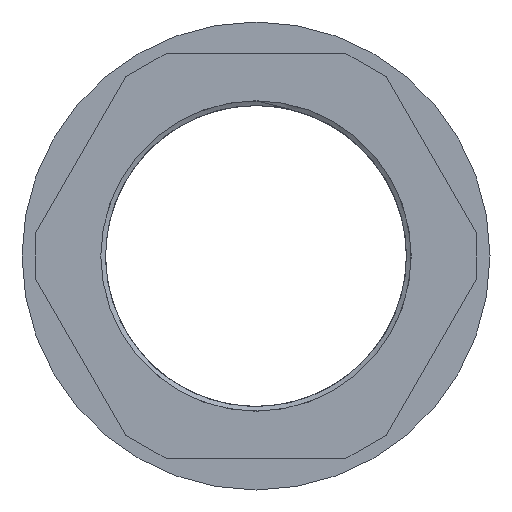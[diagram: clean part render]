
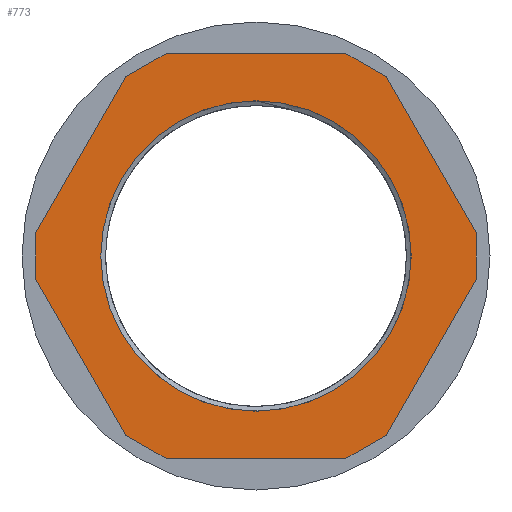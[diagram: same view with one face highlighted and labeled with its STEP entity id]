
A CAD part, left-side view. The second image highlights one B-rep face of the part: STEP entity #773.
In plain terms, the highlighted planar face has unit normal (-1, 0, 0).
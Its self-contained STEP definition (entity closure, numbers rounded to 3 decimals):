
#19=FACE_BOUND('',#302,.T.);
#41=PLANE('',#855);
#49=LINE('',#2198,#105);
#52=LINE('',#2209,#108);
#56=LINE('',#2221,#112);
#60=LINE('',#2233,#116);
#64=LINE('',#2245,#120);
#68=LINE('',#2257,#124);
#72=LINE('',#2269,#128);
#76=LINE('',#2281,#132);
#80=LINE('',#2293,#136);
#84=LINE('',#2305,#140);
#88=LINE('',#2317,#144);
#91=LINE('',#2326,#147);
#105=VECTOR('',#882,10.);
#108=VECTOR('',#893,10.);
#112=VECTOR('',#905,10.);
#116=VECTOR('',#917,10.);
#120=VECTOR('',#929,10.);
#124=VECTOR('',#941,10.);
#128=VECTOR('',#953,10.);
#132=VECTOR('',#965,10.);
#136=VECTOR('',#977,10.);
#140=VECTOR('',#989,10.);
#144=VECTOR('',#1001,10.);
#147=VECTOR('',#1012,10.);
#157=CIRCLE('',#789,0.1);
#159=CIRCLE('',#793,0.1);
#161=CIRCLE('',#797,0.1);
#163=CIRCLE('',#801,0.1);
#165=CIRCLE('',#805,0.1);
#167=CIRCLE('',#809,0.1);
#169=CIRCLE('',#813,0.1);
#171=CIRCLE('',#817,0.1);
#173=CIRCLE('',#821,0.1);
#175=CIRCLE('',#825,0.1);
#177=CIRCLE('',#829,0.1);
#179=CIRCLE('',#833,0.1);
#185=CIRCLE('',#847,24.901);
#253=FACE_OUTER_BOUND('',#301,.T.);
#301=EDGE_LOOP('',(#670,#671,#672,#673,#674,#675,#676,#677,#678,#679,#680,
#681,#682,#683,#684,#685,#686,#687,#688,#689,#690,#691,#692,#693));
#302=EDGE_LOOP('',(#694));
#334=VERTEX_POINT('',#2185);
#335=VERTEX_POINT('',#2186);
#339=VERTEX_POINT('',#2196);
#340=VERTEX_POINT('',#2200);
#341=VERTEX_POINT('',#2201);
#344=VERTEX_POINT('',#2212);
#345=VERTEX_POINT('',#2213);
#348=VERTEX_POINT('',#2224);
#349=VERTEX_POINT('',#2225);
#352=VERTEX_POINT('',#2236);
#353=VERTEX_POINT('',#2237);
#356=VERTEX_POINT('',#2248);
#357=VERTEX_POINT('',#2249);
#360=VERTEX_POINT('',#2260);
#361=VERTEX_POINT('',#2261);
#364=VERTEX_POINT('',#2272);
#365=VERTEX_POINT('',#2273);
#368=VERTEX_POINT('',#2284);
#369=VERTEX_POINT('',#2285);
#372=VERTEX_POINT('',#2296);
#373=VERTEX_POINT('',#2297);
#376=VERTEX_POINT('',#2308);
#377=VERTEX_POINT('',#2309);
#380=VERTEX_POINT('',#2320);
#396=VERTEX_POINT('',#4734);
#410=EDGE_CURVE('',#334,#335,#157,.T.);
#416=EDGE_CURVE('',#334,#339,#49,.T.);
#417=EDGE_CURVE('',#340,#341,#159,.T.);
#421=EDGE_CURVE('',#340,#335,#52,.T.);
#423=EDGE_CURVE('',#344,#345,#161,.T.);
#427=EDGE_CURVE('',#344,#341,#56,.T.);
#429=EDGE_CURVE('',#348,#349,#163,.T.);
#433=EDGE_CURVE('',#348,#345,#60,.T.);
#435=EDGE_CURVE('',#352,#353,#165,.T.);
#439=EDGE_CURVE('',#352,#349,#64,.T.);
#441=EDGE_CURVE('',#356,#357,#167,.T.);
#445=EDGE_CURVE('',#356,#353,#68,.T.);
#447=EDGE_CURVE('',#360,#361,#169,.T.);
#451=EDGE_CURVE('',#360,#357,#72,.T.);
#453=EDGE_CURVE('',#364,#365,#171,.T.);
#457=EDGE_CURVE('',#364,#361,#76,.T.);
#459=EDGE_CURVE('',#368,#369,#173,.T.);
#463=EDGE_CURVE('',#368,#365,#80,.T.);
#465=EDGE_CURVE('',#372,#373,#175,.T.);
#469=EDGE_CURVE('',#372,#369,#84,.T.);
#471=EDGE_CURVE('',#376,#377,#177,.T.);
#475=EDGE_CURVE('',#376,#373,#88,.T.);
#477=EDGE_CURVE('',#380,#339,#179,.T.);
#480=EDGE_CURVE('',#380,#377,#91,.T.);
#504=EDGE_CURVE('',#396,#396,#185,.T.);
#670=ORIENTED_EDGE('',*,*,#410,.F.);
#671=ORIENTED_EDGE('',*,*,#416,.T.);
#672=ORIENTED_EDGE('',*,*,#477,.F.);
#673=ORIENTED_EDGE('',*,*,#480,.T.);
#674=ORIENTED_EDGE('',*,*,#471,.F.);
#675=ORIENTED_EDGE('',*,*,#475,.T.);
#676=ORIENTED_EDGE('',*,*,#465,.F.);
#677=ORIENTED_EDGE('',*,*,#469,.T.);
#678=ORIENTED_EDGE('',*,*,#459,.F.);
#679=ORIENTED_EDGE('',*,*,#463,.T.);
#680=ORIENTED_EDGE('',*,*,#453,.F.);
#681=ORIENTED_EDGE('',*,*,#457,.T.);
#682=ORIENTED_EDGE('',*,*,#447,.F.);
#683=ORIENTED_EDGE('',*,*,#451,.T.);
#684=ORIENTED_EDGE('',*,*,#441,.F.);
#685=ORIENTED_EDGE('',*,*,#445,.T.);
#686=ORIENTED_EDGE('',*,*,#435,.F.);
#687=ORIENTED_EDGE('',*,*,#439,.T.);
#688=ORIENTED_EDGE('',*,*,#429,.F.);
#689=ORIENTED_EDGE('',*,*,#433,.T.);
#690=ORIENTED_EDGE('',*,*,#423,.F.);
#691=ORIENTED_EDGE('',*,*,#427,.T.);
#692=ORIENTED_EDGE('',*,*,#417,.F.);
#693=ORIENTED_EDGE('',*,*,#421,.T.);
#694=ORIENTED_EDGE('',*,*,#504,.T.);
#773=ADVANCED_FACE('',(#253,#19),#41,.T.);
#789=AXIS2_PLACEMENT_3D('',#2187,#872,#873);
#793=AXIS2_PLACEMENT_3D('',#2202,#885,#886);
#797=AXIS2_PLACEMENT_3D('',#2214,#897,#898);
#801=AXIS2_PLACEMENT_3D('',#2226,#909,#910);
#805=AXIS2_PLACEMENT_3D('',#2238,#921,#922);
#809=AXIS2_PLACEMENT_3D('',#2250,#933,#934);
#813=AXIS2_PLACEMENT_3D('',#2262,#945,#946);
#817=AXIS2_PLACEMENT_3D('',#2274,#957,#958);
#821=AXIS2_PLACEMENT_3D('',#2286,#969,#970);
#825=AXIS2_PLACEMENT_3D('',#2298,#981,#982);
#829=AXIS2_PLACEMENT_3D('',#2310,#993,#994);
#833=AXIS2_PLACEMENT_3D('',#2321,#1005,#1006);
#847=AXIS2_PLACEMENT_3D('',#4735,#1043,#1044);
#855=AXIS2_PLACEMENT_3D('',#4746,#1059,#1060);
#872=DIRECTION('center_axis',(1.,0.,0.));
#873=DIRECTION('ref_axis',(0.,-0.259,0.966));
#882=DIRECTION('',(0.,1.,0.));
#885=DIRECTION('center_axis',(1.,0.,0.));
#886=DIRECTION('ref_axis',(0.,-0.707,0.707));
#893=DIRECTION('',(0.,0.866,0.5));
#897=DIRECTION('center_axis',(1.,0.,0.));
#898=DIRECTION('ref_axis',(0.,-0.966,0.259));
#905=DIRECTION('',(0.,0.5,0.866));
#909=DIRECTION('center_axis',(1.,0.,0.));
#910=DIRECTION('ref_axis',(0.,-0.966,-0.259));
#917=DIRECTION('',(0.,0.,1.));
#921=DIRECTION('center_axis',(1.,0.,0.));
#922=DIRECTION('ref_axis',(0.,-0.707,-0.707));
#929=DIRECTION('',(0.,-0.5,0.866));
#933=DIRECTION('center_axis',(1.,0.,0.));
#934=DIRECTION('ref_axis',(0.,-0.259,-0.966));
#941=DIRECTION('',(0.,-0.866,0.5));
#945=DIRECTION('center_axis',(1.,0.,0.));
#946=DIRECTION('ref_axis',(0.,0.259,-0.966));
#953=DIRECTION('',(0.,-1.,0.));
#957=DIRECTION('center_axis',(1.,0.,0.));
#958=DIRECTION('ref_axis',(0.,0.707,-0.707));
#965=DIRECTION('',(0.,-0.866,-0.5));
#969=DIRECTION('center_axis',(1.,0.,0.));
#970=DIRECTION('ref_axis',(0.,0.966,-0.259));
#977=DIRECTION('',(0.,-0.5,-0.866));
#981=DIRECTION('center_axis',(1.,0.,0.));
#982=DIRECTION('ref_axis',(0.,0.966,0.259));
#989=DIRECTION('',(0.,0.,-1.));
#993=DIRECTION('center_axis',(1.,0.,0.));
#994=DIRECTION('ref_axis',(0.,0.707,0.707));
#1001=DIRECTION('',(0.,0.5,-0.866));
#1005=DIRECTION('center_axis',(1.,0.,0.));
#1006=DIRECTION('ref_axis',(0.,0.259,0.966));
#1012=DIRECTION('',(0.,0.866,-0.5));
#1043=DIRECTION('center_axis',(1.,0.,0.));
#1044=DIRECTION('ref_axis',(0.,0.,-1.));
#1059=DIRECTION('center_axis',(-1.,0.,0.));
#1060=DIRECTION('ref_axis',(0.,0.,1.));
#2185=CARTESIAN_POINT('',(-22.,-14.38,32.5));
#2186=CARTESIAN_POINT('',(-22.,-14.43,32.487));
#2187=CARTESIAN_POINT('Origin',(-22.,-14.38,32.4));
#2196=CARTESIAN_POINT('',(-22.,14.38,32.5));
#2198=CARTESIAN_POINT('',(-22.,10.572,32.5));
#2200=CARTESIAN_POINT('',(-22.,-20.919,28.74));
#2201=CARTESIAN_POINT('',(-22.,-20.956,28.703));
#2202=CARTESIAN_POINT('Origin',(-22.,-20.869,28.653));
#2209=CARTESIAN_POINT('',(-22.,-5.977,37.367));
#2212=CARTESIAN_POINT('',(-22.,-35.336,3.797));
#2213=CARTESIAN_POINT('',(-22.,-35.349,3.747));
#2214=CARTESIAN_POINT('Origin',(-22.,-35.249,3.747));
#2221=CARTESIAN_POINT('',(-22.,-27.304,17.709));
#2224=CARTESIAN_POINT('',(-22.,-35.349,-3.747));
#2225=CARTESIAN_POINT('',(-22.,-35.336,-3.797));
#2226=CARTESIAN_POINT('Origin',(-22.,-35.249,-3.747));
#2233=CARTESIAN_POINT('',(-22.,-35.349,-1.887));
#2236=CARTESIAN_POINT('',(-22.,-20.956,-28.703));
#2237=CARTESIAN_POINT('',(-22.,-20.919,-28.74));
#2238=CARTESIAN_POINT('Origin',(-22.,-20.869,-28.653));
#2245=CARTESIAN_POINT('',(-22.,-20.1,-30.185));
#2248=CARTESIAN_POINT('',(-22.,-14.43,-32.487));
#2249=CARTESIAN_POINT('',(-22.,-14.38,-32.5));
#2250=CARTESIAN_POINT('Origin',(-22.,-14.38,-32.4));
#2257=CARTESIAN_POINT('',(-22.,-2.709,-39.253));
#2260=CARTESIAN_POINT('',(-22.,14.38,-32.5));
#2261=CARTESIAN_POINT('',(-22.,14.43,-32.487));
#2262=CARTESIAN_POINT('Origin',(-22.,14.38,-32.4));
#2269=CARTESIAN_POINT('',(-22.,24.978,-32.5));
#2272=CARTESIAN_POINT('',(-22.,20.919,-28.74));
#2273=CARTESIAN_POINT('',(-22.,20.956,-28.703));
#2274=CARTESIAN_POINT('Origin',(-22.,20.869,-28.653));
#2281=CARTESIAN_POINT('',(-22.,32.64,-21.973));
#2284=CARTESIAN_POINT('',(-22.,35.336,-3.797));
#2285=CARTESIAN_POINT('',(-22.,35.349,-3.747));
#2286=CARTESIAN_POINT('Origin',(-22.,35.249,-3.747));
#2293=CARTESIAN_POINT('',(-22.,36.191,-2.315));
#2296=CARTESIAN_POINT('',(-22.,35.349,3.747));
#2297=CARTESIAN_POINT('',(-22.,35.336,3.797));
#2298=CARTESIAN_POINT('Origin',(-22.,35.249,3.747));
#2305=CARTESIAN_POINT('',(-22.,35.349,1.887));
#2308=CARTESIAN_POINT('',(-22.,20.956,28.703));
#2309=CARTESIAN_POINT('',(-22.,20.919,28.74));
#2310=CARTESIAN_POINT('Origin',(-22.,20.869,28.653));
#2317=CARTESIAN_POINT('',(-22.,28.988,14.791));
#2320=CARTESIAN_POINT('',(-22.,14.43,32.487));
#2321=CARTESIAN_POINT('Origin',(-22.,14.38,32.4));
#2326=CARTESIAN_POINT('',(-22.,29.372,23.86));
#4734=CARTESIAN_POINT('',(-22.,24.901,0.));
#4735=CARTESIAN_POINT('Origin',(-22.,0.,0.));
#4746=CARTESIAN_POINT('Origin',(-22.,35.55,0.));
